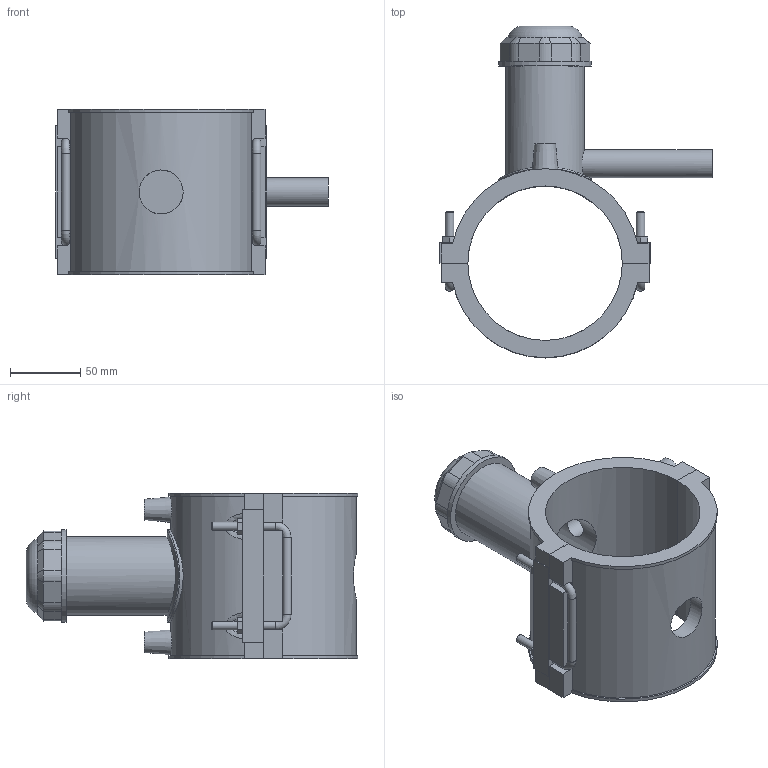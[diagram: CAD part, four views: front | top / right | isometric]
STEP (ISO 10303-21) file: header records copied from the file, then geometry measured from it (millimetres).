
FILE_DESCRIPTION(/* description */ ('PLASSON TAPPING SADDLE 110x20'),/* implementation_level */ '2;1');
FILE_NAME(/* name */ '496304110020.ipt.stp',/* time_stamp */ '2018-05-02T16:15:50+03:00',/* author */ ('KIM'),/* organization */ (''),/* preprocessor_version */ 'ST-DEVELOPER v15.6',/* originating_system */ 'Autodesk Inventor 2015',/* authorisation */ '');
FILE_SCHEMA (('AUTOMOTIVE_DESIGN { 1 0 10303 214 3 1 1 }'));
Length unit declared in the file: millimetre
Products named in the file (1): 496304110020
Bounding box: 194 x 236.32 x 118 mm (x, y, z)
Volume: 688888.3 mm3; surface area: 165599.8 mm2
Topology: 1 solids, 1 shells, 188 faces, 483 edges, 312 vertices
Faces by surface type: plane 117, cylinder 47, cone 14, torus 5, bspline 5
Full cylindrical faces by diameter (mm): 4 x2, 6 x10, 10 x2, 16 x1, 20 x1, 31.36 x1, 46.2 x1, 56.1 x1, 66 x2
Entity records: 6725 total; most frequent: CARTESIAN_POINT 2226, ORIENTED_EDGE 932, DIRECTION 879, EDGE_CURVE 456, VERTEX_POINT 307, AXIS2_PLACEMENT_3D 296, LINE 287, VECTOR 287
